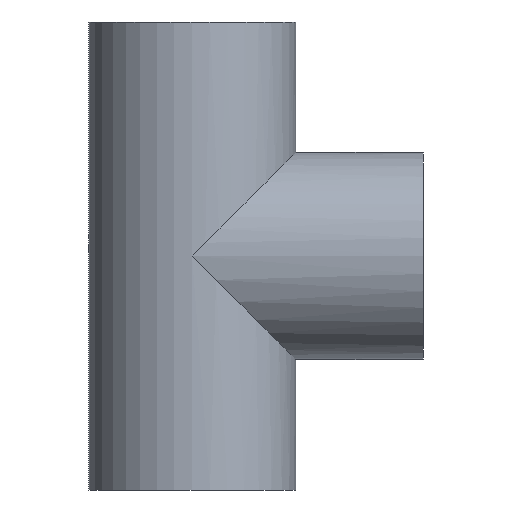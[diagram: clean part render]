
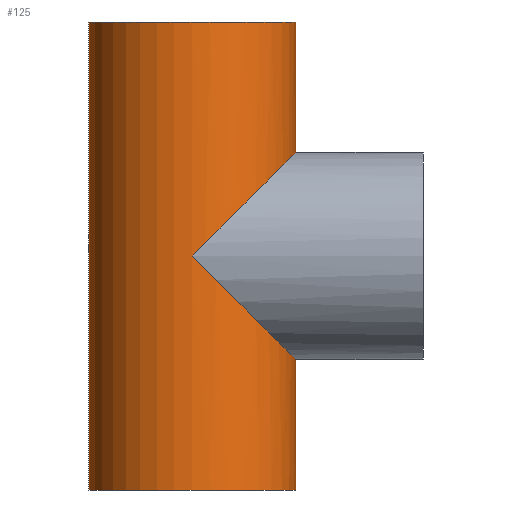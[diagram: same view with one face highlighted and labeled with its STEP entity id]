
A CAD part, front view. The second image highlights one B-rep face of the part: STEP entity #125.
In plain terms, the highlighted cylindrical face has radius 157.5 mm (diameter 315 mm), a partial arc.
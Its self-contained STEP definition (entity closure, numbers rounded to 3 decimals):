
#5 = AXIS2_PLACEMENT_3D ( 'NONE', #390, #39, #107 ) ;
#6 = ORIENTED_EDGE ( 'NONE', *, *, #33, .F. ) ;
#12 = CARTESIAN_POINT ( 'NONE',  ( 0., -157.5, 0. ) ) ;
#16 = CARTESIAN_POINT ( 'NONE',  ( 157.5, -92.261, 157.5 ) ) ;
#17 = ORIENTED_EDGE ( 'NONE', *, *, #340, .T. ) ;
#18 = CARTESIAN_POINT ( 'NONE',  ( 157.5, 0., -356. ) ) ;
#33 = EDGE_CURVE ( 'NONE', #246, #373, #435, .T. ) ;
#35 = CARTESIAN_POINT ( 'NONE',  ( 157.5, 0., 157.5 ) ) ;
#39 = DIRECTION ( 'NONE',  ( 0., 0., 1. ) ) ;
#45 = CARTESIAN_POINT ( 'NONE',  ( -157.5, 0., -356. ) ) ;
#47 = LINE ( 'NONE', #289, #120 ) ;
#52 = FACE_OUTER_BOUND ( 'NONE', #335, .T. ) ;
#67 = AXIS2_PLACEMENT_3D ( 'NONE', #230, #356, #187 ) ;
#90 = ORIENTED_EDGE ( 'NONE', *, *, #418, .F. ) ;
#91 = EDGE_CURVE ( 'NONE', #127, #246, #449, .T. ) ;
#93 = CIRCLE ( 'NONE', #312, 157.5 ) ;
#101 = DIRECTION ( 'NONE',  ( 0., 0., 1. ) ) ;
#107 = DIRECTION ( 'NONE',  ( 1., 0., 0. ) ) ;
#111 = DIRECTION ( 'NONE',  ( 1., 0., 0. ) ) ;
#117 = CYLINDRICAL_SURFACE ( 'NONE', #67, 157.5 ) ;
#120 = VECTOR ( 'NONE', #227, 1000. ) ;
#125 = ADVANCED_FACE ( 'NONE', ( #52 ), #117, .T. ) ;
#127 = VERTEX_POINT ( 'NONE', #358 ) ;
#131 = CIRCLE ( 'NONE', #5, 157.5 ) ;
#138 = CARTESIAN_POINT ( 'NONE',  ( 157.5, 0., -157.5 ) ) ;
#155 = CARTESIAN_POINT ( 'NONE',  ( 92.261, -157.5, 92.261 ) ) ;
#156 = VERTEX_POINT ( 'NONE', #365 ) ;
#163 = ORIENTED_EDGE ( 'NONE', *, *, #408, .T. ) ;
#169 = VERTEX_POINT ( 'NONE', #18 ) ;
#180 = CARTESIAN_POINT ( 'NONE',  ( 157.5, -92.261, -157.5 ) ) ;
#181 = EDGE_CURVE ( 'NONE', #156, #127, #47, .T. ) ;
#187 = DIRECTION ( 'NONE',  ( -1., 0., 0. ) ) ;
#192 = VERTEX_POINT ( 'NONE', #45 ) ;
#227 = DIRECTION ( 'NONE',  ( 0., 0., -1. ) ) ;
#230 = CARTESIAN_POINT ( 'NONE',  ( 0., 0., 356. ) ) ;
#240 = LINE ( 'NONE', #315, #387 ) ;
#246 = VERTEX_POINT ( 'NONE', #12 ) ;
#248 = ORIENTED_EDGE ( 'NONE', *, *, #181, .F. ) ;
#278 = ORIENTED_EDGE ( 'NONE', *, *, #91, .F. ) ;
#289 = CARTESIAN_POINT ( 'NONE',  ( 157.5, 0., 356. ) ) ;
#304 = CARTESIAN_POINT ( 'NONE',  ( -157.5, 0., 356. ) ) ;
#312 = AXIS2_PLACEMENT_3D ( 'NONE', #355, #101, #111 ) ;
#315 = CARTESIAN_POINT ( 'NONE',  ( -157.5, 0., 356. ) ) ;
#335 = EDGE_LOOP ( 'NONE', ( #248, #90, #17, #163, #448, #6, #278 ) ) ;
#340 = EDGE_CURVE ( 'NONE', #370, #192, #240, .T. ) ;
#345 = DIRECTION ( 'NONE',  ( 0., 0., -1. ) ) ;
#348 = VECTOR ( 'NONE', #374, 1000. ) ;
#351 = EDGE_CURVE ( 'NONE', #373, #169, #419, .T. ) ;
#355 = CARTESIAN_POINT ( 'NONE',  ( 0., 0., 356. ) ) ;
#356 = DIRECTION ( 'NONE',  ( 0., 0., -1. ) ) ;
#358 = CARTESIAN_POINT ( 'NONE',  ( 157.5, 0., 157.5 ) ) ;
#365 = CARTESIAN_POINT ( 'NONE',  ( 157.5, 0., 356. ) ) ;
#370 = VERTEX_POINT ( 'NONE', #304 ) ;
#373 = VERTEX_POINT ( 'NONE', #442 ) ;
#374 = DIRECTION ( 'NONE',  ( 0., 0., -1. ) ) ;
#384 = CARTESIAN_POINT ( 'NONE',  ( 157.5, 0., 356. ) ) ;
#386 = CARTESIAN_POINT ( 'NONE',  ( 0., -157.5, 0. ) ) ;
#387 = VECTOR ( 'NONE', #345, 1000. ) ;
#390 = CARTESIAN_POINT ( 'NONE',  ( 0., 0., -356. ) ) ;
#397 = CARTESIAN_POINT ( 'NONE',  ( 0., -157.5, 0. ) ) ;
#408 = EDGE_CURVE ( 'NONE', #192, #169, #131, .T. ) ;
#418 = EDGE_CURVE ( 'NONE', #370, #156, #93, .T. ) ;
#419 = LINE ( 'NONE', #384, #348 ) ;
#426 = CARTESIAN_POINT ( 'NONE',  ( 92.261, -157.5, -92.261 ) ) ;
#435 =( BOUNDED_CURVE ( )  B_SPLINE_CURVE ( 3, ( #386, #426, #180, #138 ),
 .UNSPECIFIED., .F., .F. ) 
 B_SPLINE_CURVE_WITH_KNOTS ( ( 4, 4 ),
 ( 4.712, 6.283 ),
 .UNSPECIFIED. ) 
 CURVE ( )  GEOMETRIC_REPRESENTATION_ITEM ( )  RATIONAL_B_SPLINE_CURVE ( ( 1., 0.805, 0.805, 1. ) ) 
 REPRESENTATION_ITEM ( '' )  );
#442 = CARTESIAN_POINT ( 'NONE',  ( 157.5, 0., -157.5 ) ) ;
#448 = ORIENTED_EDGE ( 'NONE', *, *, #351, .F. ) ;
#449 =( BOUNDED_CURVE ( )  B_SPLINE_CURVE ( 3, ( #35, #16, #155, #397 ),
 .UNSPECIFIED., .F., .F. ) 
 B_SPLINE_CURVE_WITH_KNOTS ( ( 4, 4 ),
 ( 3.142, 4.712 ),
 .UNSPECIFIED. ) 
 CURVE ( )  GEOMETRIC_REPRESENTATION_ITEM ( )  RATIONAL_B_SPLINE_CURVE ( ( 1., 0.805, 0.805, 1. ) ) 
 REPRESENTATION_ITEM ( '' )  );
